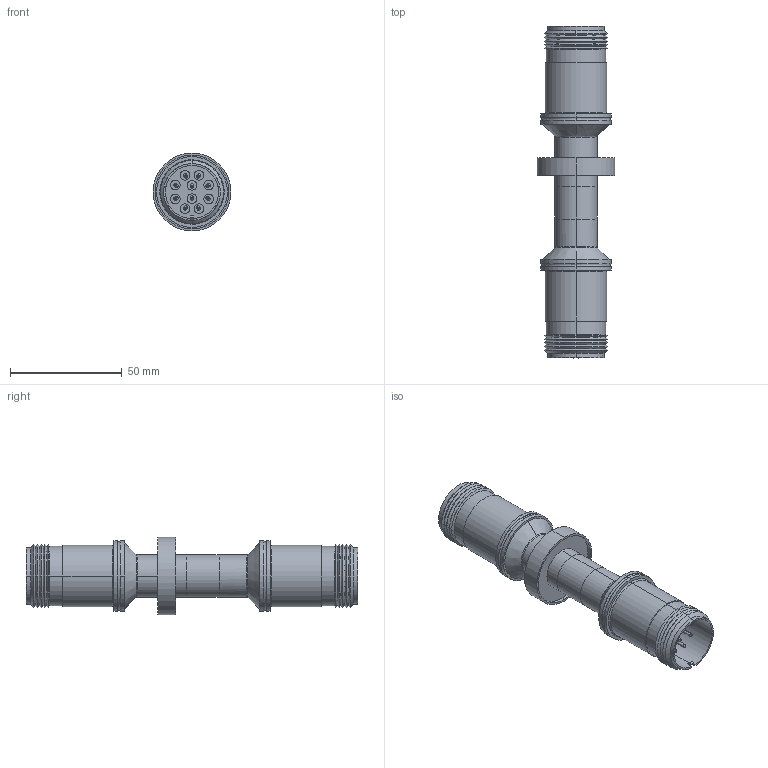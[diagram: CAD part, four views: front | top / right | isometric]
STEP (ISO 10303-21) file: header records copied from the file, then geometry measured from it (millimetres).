
FILE_DESCRIPTION (( 'STEP AP203' ), '1' );
FILE_NAME ('A1147-1-W.STEP', '2013-03-18T13:15:44', ( '' ), ( '' ), 'SwSTEP 2.0', 'SolidWorks 2012', '' );
FILE_SCHEMA (( 'CONFIG_CONTROL_DESIGN' ));
Length unit declared in the file: inch
Products named in the file (1): A1147-1-W
Bounding box: 34.85 x 148.72 x 34.85 mm (x, y, z)
Volume: 33542.5 mm3; surface area: 42008.8 mm2
Topology: 1 solids, 11 shells, 681 faces, 1734 edges, 1128 vertices
Faces by surface type: cylinder 358, plane 137, cone 110, bspline 76
Entity records: 22499 total; most frequent: CARTESIAN_POINT 5914, DIRECTION 3604, ORIENTED_EDGE 3468, EDGE_CURVE 1734, AXIS2_PLACEMENT_3D 1530, VERTEX_POINT 1128, CIRCLE 924, EDGE_LOOP 848
